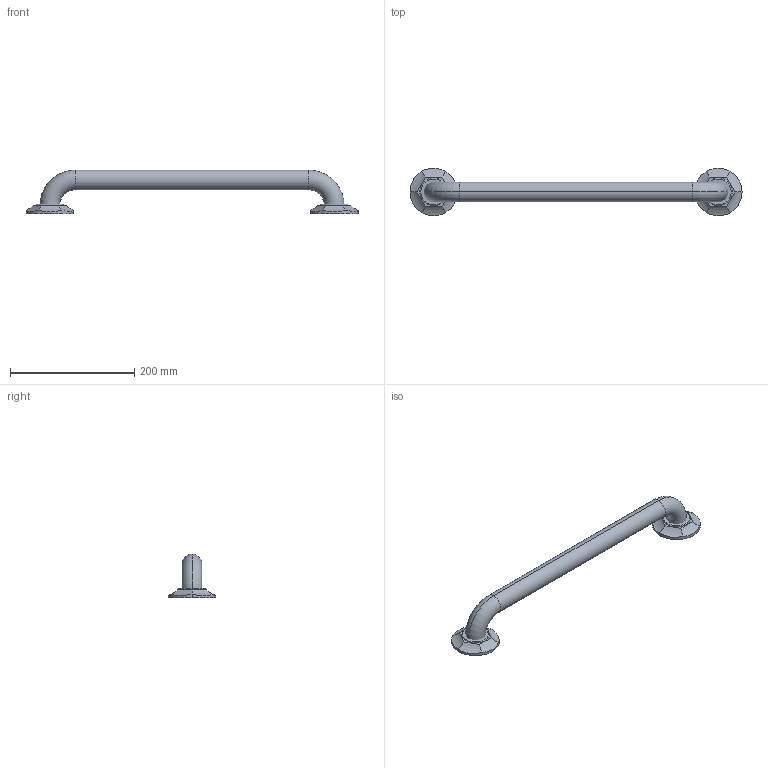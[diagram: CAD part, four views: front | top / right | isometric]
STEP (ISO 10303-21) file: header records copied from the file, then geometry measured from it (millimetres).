
FILE_DESCRIPTION((''),'2;1');
FILE_NAME('662_WEB','2010-09-02T',('project'),(''),'PRO/ENGINEER BY PARAMETRIC TECHNOLOGY CORPORATION, 2009300','PRO/ENGINEER BY PARAMETRIC TECHNOLOGY CORPORATION, 2009300','');
FILE_SCHEMA(('CONFIG_CONTROL_DESIGN'));
Length unit declared in the file: inch
Products named in the file (1): 662_WEB
Bounding box: 533.4 x 76.2 x 70.36 mm (x, y, z)
Surface area: 81982.4 mm2 (no closed solid volume)
Topology: 0 solids, 7 shells, 34 faces, 74 edges, 48 vertices
Faces by surface type: cylinder 18, plane 8, torus 8
Entity records: 1134 total; most frequent: CARTESIAN_POINT 380, DIRECTION 150, ORIENTED_EDGE 136, EDGE_CURVE 74, AXIS2_PLACEMENT_3D 66, VERTEX_POINT 48, EDGE_LOOP 34, FACE_OUTER_BOUND 34
